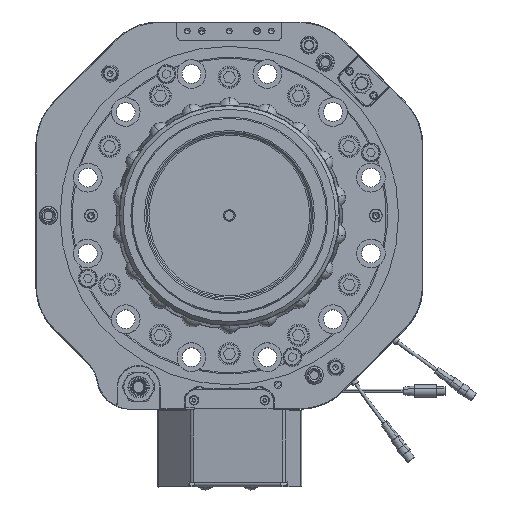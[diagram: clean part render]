
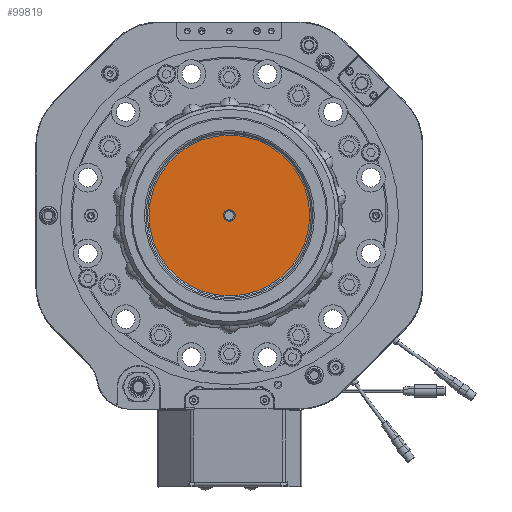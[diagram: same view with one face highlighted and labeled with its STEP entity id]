
A CAD part, top view. The second image highlights one B-rep face of the part: STEP entity #99819.
In plain terms, the highlighted planar face has unit normal (0, 0, 1).
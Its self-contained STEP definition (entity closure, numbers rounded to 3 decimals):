
#13 = EDGE_CURVE ( 'NONE', #34353, #106768, #63565, .T. ) ;
#1397 = EDGE_CURVE ( 'NONE', #106768, #34353, #110684, .T. ) ;
#4484 = CIRCLE ( 'NONE', #73206, 72.672 ) ;
#5283 = EDGE_CURVE ( 'NONE', #93608, #92352, #67435, .T. ) ;
#6116 = FACE_OUTER_BOUND ( 'NONE', #9862, .T. ) ;
#7811 = CARTESIAN_POINT ( 'NONE',  ( 71.568, -12.619, 94.7 ) ) ;
#9862 = EDGE_LOOP ( 'NONE', ( #52965, #39068 ) ) ;
#14218 = DIRECTION ( 'NONE',  ( 0.174, 0.985, 0. ) ) ;
#20177 = CARTESIAN_POINT ( 'NONE',  ( 0., 0., 94.7 ) ) ;
#22078 = AXIS2_PLACEMENT_3D ( 'NONE', #41873, #100862, #14218 ) ;
#24127 = CARTESIAN_POINT ( 'NONE',  ( 12.619, 71.568, 94.7 ) ) ;
#25891 = DIRECTION ( 'NONE',  ( 0., 0., -1. ) ) ;
#29187 = DIRECTION ( 'NONE',  ( 0., 0., -1. ) ) ;
#33651 = DIRECTION ( 'NONE',  ( 0., 0., -1. ) ) ;
#34353 = VERTEX_POINT ( 'NONE', #106584 ) ;
#37436 = DIRECTION ( 'NONE',  ( 0.174, 0.985, 0. ) ) ;
#38771 = DIRECTION ( 'NONE',  ( 0.174, 0.985, 0. ) ) ;
#39068 = ORIENTED_EDGE ( 'NONE', *, *, #5283, .F. ) ;
#40869 = EDGE_CURVE ( 'NONE', #92352, #93608, #4484, .T. ) ;
#41873 = CARTESIAN_POINT ( 'NONE',  ( 0., 0., 94.7 ) ) ;
#42320 = FACE_BOUND ( 'NONE', #74748, .T. ) ;
#45781 = ORIENTED_EDGE ( 'NONE', *, *, #13, .T. ) ;
#48497 = AXIS2_PLACEMENT_3D ( 'NONE', #7811, #25891, #101859 ) ;
#52965 = ORIENTED_EDGE ( 'NONE', *, *, #40869, .F. ) ;
#63565 = CIRCLE ( 'NONE', #22078, 5.25 ) ;
#63995 = CARTESIAN_POINT ( 'NONE',  ( 0., 0., 94.7 ) ) ;
#64003 = ORIENTED_EDGE ( 'NONE', *, *, #1397, .T. ) ;
#66470 = CARTESIAN_POINT ( 'NONE',  ( 0., 0., 94.7 ) ) ;
#67435 = CIRCLE ( 'NONE', #78261, 72.672 ) ;
#73206 = AXIS2_PLACEMENT_3D ( 'NONE', #66470, #33651, #101065 ) ;
#74748 = EDGE_LOOP ( 'NONE', ( #64003, #45781 ) ) ;
#75977 = CARTESIAN_POINT ( 'NONE',  ( -12.619, -71.568, 94.7 ) ) ;
#78261 = AXIS2_PLACEMENT_3D ( 'NONE', #20177, #29187, #38771 ) ;
#92352 = VERTEX_POINT ( 'NONE', #24127 ) ;
#93608 = VERTEX_POINT ( 'NONE', #75977 ) ;
#98624 = DIRECTION ( 'NONE',  ( 0., 0., -1. ) ) ;
#99819 = ADVANCED_FACE ( 'NONE', ( #6116, #42320 ), #102967, .F. ) ;
#100862 = DIRECTION ( 'NONE',  ( 0., 0., -1. ) ) ;
#101065 = DIRECTION ( 'NONE',  ( 0.174, 0.985, 0. ) ) ;
#101859 = DIRECTION ( 'NONE',  ( 0.174, 0.985, 0. ) ) ;
#102967 = PLANE ( 'NONE',  #48497 ) ;
#103907 = CARTESIAN_POINT ( 'NONE',  ( -0.912, -5.17, 94.7 ) ) ;
#106584 = CARTESIAN_POINT ( 'NONE',  ( 0.912, 5.17, 94.7 ) ) ;
#106768 = VERTEX_POINT ( 'NONE', #103907 ) ;
#110684 = CIRCLE ( 'NONE', #110760, 5.25 ) ;
#110760 = AXIS2_PLACEMENT_3D ( 'NONE', #63995, #98624, #37436 ) ;
